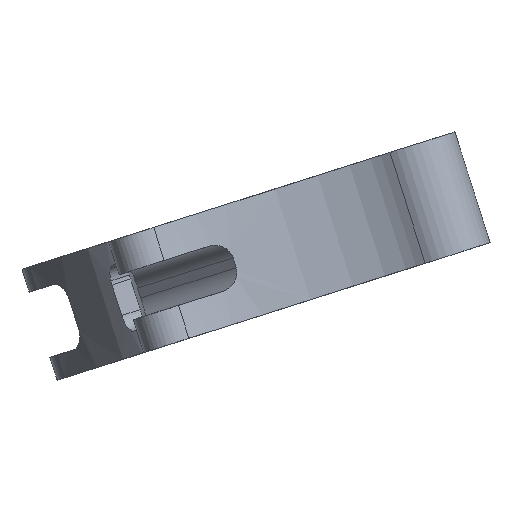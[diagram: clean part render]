
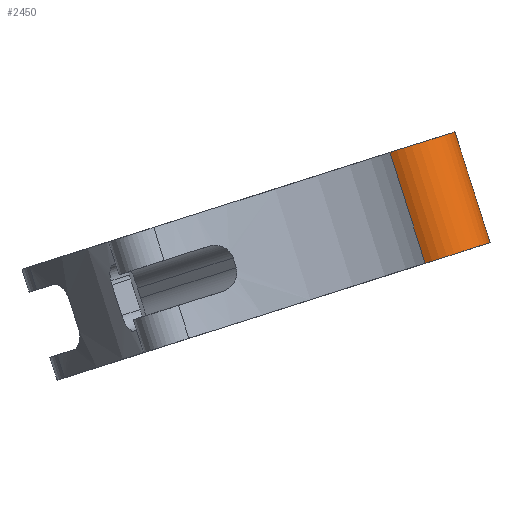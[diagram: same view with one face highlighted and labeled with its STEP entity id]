
A CAD part, front view. The second image highlights one B-rep face of the part: STEP entity #2450.
In plain terms, the highlighted cylindrical face has radius 9.766 mm (diameter 19.533 mm), a partial arc.
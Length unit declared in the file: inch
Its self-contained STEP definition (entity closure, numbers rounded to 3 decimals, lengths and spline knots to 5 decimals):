
#14 = EDGE_CURVE ( 'NONE', #249, #1853, #2376, .T. ) ;
#41 = EDGE_CURVE ( 'NONE', #787, #2064, #498, .T. ) ;
#85 = DIRECTION ( 'NONE',  ( -0.303, 0., 0.953 ) ) ;
#208 = CYLINDRICAL_SURFACE ( 'NONE', #2330, 0.3845 ) ;
#218 = AXIS2_PLACEMENT_3D ( 'NONE', #354, #1687, #1111 ) ;
#249 = VERTEX_POINT ( 'NONE', #993 ) ;
#354 = CARTESIAN_POINT ( 'NONE',  ( -12.04614, 4.33071, -27.64351 ) ) ;
#373 = LINE ( 'NONE', #1334, #2292 ) ;
#498 = CIRCLE ( 'NONE', #218, 0.3845 ) ;
#569 = FACE_OUTER_BOUND ( 'NONE', #2197, .T. ) ;
#589 = DIRECTION ( 'NONE',  ( -0.303, 0., 0.953 ) ) ;
#629 = EDGE_CURVE ( 'NONE', #787, #249, #373, .T. ) ;
#715 = DIRECTION ( 'NONE',  ( -0.303, 0., 0.953 ) ) ;
#776 = VECTOR ( 'NONE', #85, 39.37008 ) ;
#787 = VERTEX_POINT ( 'NONE', #2001 ) ;
#810 = CARTESIAN_POINT ( 'NONE',  ( -12.04614, 4.33071, -27.64351 ) ) ;
#843 = CARTESIAN_POINT ( 'NONE',  ( -11.97758, 4.33071, -26.58905 ) ) ;
#972 = ORIENTED_EDGE ( 'NONE', *, *, #41, .T. ) ;
#993 = CARTESIAN_POINT ( 'NONE',  ( -12.52618, 3.99706, -26.76326 ) ) ;
#1111 = DIRECTION ( 'NONE',  ( 0.953, 0., 0.303 ) ) ;
#1219 = ORIENTED_EDGE ( 'NONE', *, *, #14, .F. ) ;
#1320 = LINE ( 'NONE', #2242, #776 ) ;
#1334 = CARTESIAN_POINT ( 'NONE',  ( -12.22827, 3.99706, -27.70135 ) ) ;
#1501 = DIRECTION ( 'NONE',  ( 0.953, 0., 0.303 ) ) ;
#1539 = DIRECTION ( 'NONE',  ( -0.303, 0., 0.953 ) ) ;
#1673 = CARTESIAN_POINT ( 'NONE',  ( -11.67968, 4.33071, -27.52713 ) ) ;
#1687 = DIRECTION ( 'NONE',  ( -0.303, 0., 0.953 ) ) ;
#1853 = VERTEX_POINT ( 'NONE', #843 ) ;
#2001 = CARTESIAN_POINT ( 'NONE',  ( -12.22827, 3.99706, -27.70135 ) ) ;
#2004 = AXIS2_PLACEMENT_3D ( 'NONE', #2068, #715, #1501 ) ;
#2064 = VERTEX_POINT ( 'NONE', #1673 ) ;
#2068 = CARTESIAN_POINT ( 'NONE',  ( -12.34405, 4.33071, -26.70542 ) ) ;
#2197 = EDGE_LOOP ( 'NONE', ( #972, #2386, #1219, #2263 ) ) ;
#2242 = CARTESIAN_POINT ( 'NONE',  ( -11.67968, 4.33071, -27.52713 ) ) ;
#2263 = ORIENTED_EDGE ( 'NONE', *, *, #629, .F. ) ;
#2292 = VECTOR ( 'NONE', #1539, 39.37008 ) ;
#2322 = EDGE_CURVE ( 'NONE', #2064, #1853, #1320, .T. ) ;
#2330 = AXIS2_PLACEMENT_3D ( 'NONE', #810, #589, #2336 ) ;
#2336 = DIRECTION ( 'NONE',  ( 0.953, 0., 0.303 ) ) ;
#2376 = CIRCLE ( 'NONE', #2004, 0.3845 ) ;
#2386 = ORIENTED_EDGE ( 'NONE', *, *, #2322, .T. ) ;
#2450 = ADVANCED_FACE ( 'NONE', ( #569 ), #208, .T. ) ;
